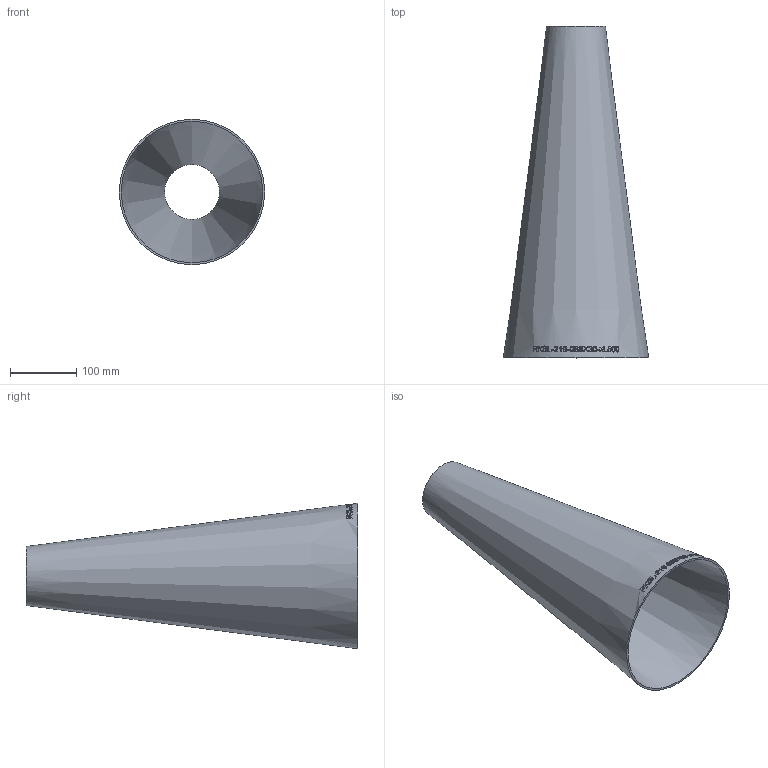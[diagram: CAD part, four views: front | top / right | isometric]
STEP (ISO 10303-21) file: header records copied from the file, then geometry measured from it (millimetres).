
FILE_DESCRIPTION (( 'STEP AP214' ), '1' );
FILE_NAME ('RKSL-219-088X30-xL500 Reduzierung Sonderlänge 2007.STEP', '2020-07-24T08:43:15', ( '' ), ( '' ), 'SwSTEP 2.0', 'SolidWorks 2019', '' );
FILE_SCHEMA (( 'AUTOMOTIVE_DESIGN' ));
Length unit declared in the file: millimetre
Products named in the file (1): RKSL-219-088X30-xL500 Reduzierung Sonderlänge 2007
Bounding box: 219.1 x 500 x 219.1 mm (x, y, z)
Volume: 718194.2 mm3; surface area: 481219.5 mm2
Topology: 1 solids, 1 shells, 276 faces, 729 edges, 486 vertices
Faces by surface type: bspline 241, cone 33, plane 2
Entity records: 49330 total; most frequent: CARTESIAN_POINT 41722, ORIENTED_EDGE 1454, EDGE_CURVE 727, B_SPLINE_CURVE_WITH_KNOTS 723, VERTEX_POINT 486, EDGE_LOOP 311, FACE_OUTER_BOUND 276, ADVANCED_FACE 276
